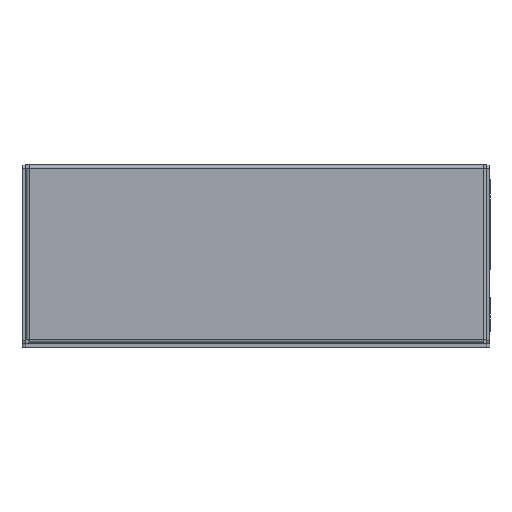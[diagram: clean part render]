
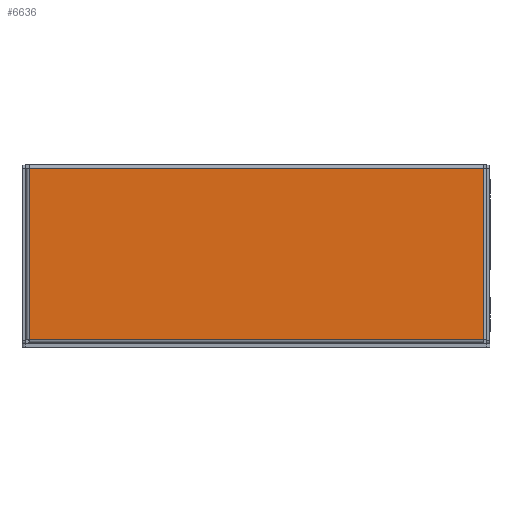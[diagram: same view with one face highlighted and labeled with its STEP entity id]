
A CAD part, front view. The second image highlights one B-rep face of the part: STEP entity #6636.
In plain terms, the highlighted planar face has unit normal (0, -1, 0).
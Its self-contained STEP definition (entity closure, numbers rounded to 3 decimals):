
#577=PLANE('',#7132);
#771=FACE_OUTER_BOUND('',#1193,.T.);
#1193=EDGE_LOOP('',(#4808,#4809,#4810,#4811));
#1852=LINE('',#9556,#2347);
#1862=LINE('',#9586,#2357);
#1869=LINE('',#9607,#2364);
#1870=LINE('',#9609,#2365);
#2347=VECTOR('',#7845,10.);
#2357=VECTOR('',#7881,10.);
#2364=VECTOR('',#7902,10.);
#2365=VECTOR('',#7905,10.);
#3166=VERTEX_POINT('',#9553);
#3167=VERTEX_POINT('',#9555);
#3174=VERTEX_POINT('',#9585);
#3181=VERTEX_POINT('',#9605);
#3828=EDGE_CURVE('',#3167,#3166,#1852,.T.);
#3843=EDGE_CURVE('',#3174,#3167,#1862,.T.);
#3854=EDGE_CURVE('',#3166,#3181,#1869,.T.);
#3855=EDGE_CURVE('',#3181,#3174,#1870,.T.);
#4808=ORIENTED_EDGE('',*,*,#3828,.T.);
#4809=ORIENTED_EDGE('',*,*,#3854,.T.);
#4810=ORIENTED_EDGE('',*,*,#3855,.T.);
#4811=ORIENTED_EDGE('',*,*,#3843,.T.);
#6636=ADVANCED_FACE('',(#771),#577,.F.);
#7132=AXIS2_PLACEMENT_3D('',#9608,#7903,#7904);
#7845=DIRECTION('',(1.,0.,0.));
#7881=DIRECTION('',(0.,0.,-1.));
#7902=DIRECTION('',(0.,0.,1.));
#7903=DIRECTION('center_axis',(0.,1.,0.));
#7904=DIRECTION('ref_axis',(0.,0.,1.));
#7905=DIRECTION('',(-1.,0.,0.));
#9553=CARTESIAN_POINT('',(74.275,0.,-28.025));
#9555=CARTESIAN_POINT('',(-74.275,0.,-28.025));
#9556=CARTESIAN_POINT('',(-37.138,0.,-28.025));
#9585=CARTESIAN_POINT('',(-74.275,0.,28.025));
#9586=CARTESIAN_POINT('',(-74.275,0.,14.013));
#9605=CARTESIAN_POINT('',(74.275,0.,28.025));
#9607=CARTESIAN_POINT('',(74.275,0.,-14.563));
#9608=CARTESIAN_POINT('Origin',(0.,0.,0.));
#9609=CARTESIAN_POINT('',(37.688,0.,28.025));
